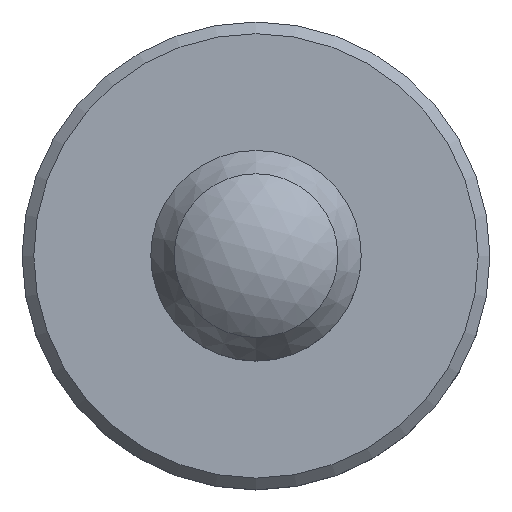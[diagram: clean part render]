
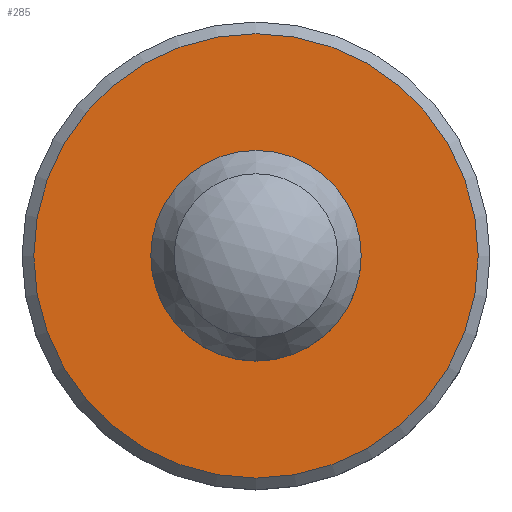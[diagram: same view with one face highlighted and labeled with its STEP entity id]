
A CAD part, top view. The second image highlights one B-rep face of the part: STEP entity #285.
In plain terms, the highlighted planar face has unit normal (0, 0, 1).
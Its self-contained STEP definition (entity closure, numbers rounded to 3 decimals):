
#17=FACE_BOUND('',#101,.T.);
#20=PLANE('',#343);
#79=FACE_OUTER_BOUND('',#100,.T.);
#100=EDGE_LOOP('',(#263));
#101=EDGE_LOOP('',(#264));
#111=CIRCLE('',#314,0.95);
#120=CIRCLE('',#327,0.45);
#135=VERTEX_POINT('',#471);
#144=VERTEX_POINT('',#497);
#162=EDGE_CURVE('',#135,#135,#111,.T.);
#174=EDGE_CURVE('',#144,#144,#120,.T.);
#263=ORIENTED_EDGE('',*,*,#162,.T.);
#264=ORIENTED_EDGE('',*,*,#174,.F.);
#285=ADVANCED_FACE('',(#79,#17),#20,.F.);
#314=AXIS2_PLACEMENT_3D('',#473,#376,#377);
#327=AXIS2_PLACEMENT_3D('',#498,#405,#406);
#343=AXIS2_PLACEMENT_3D('',#528,#445,#446);
#376=DIRECTION('center_axis',(0.,0.,1.));
#377=DIRECTION('ref_axis',(0.643,0.766,0.));
#405=DIRECTION('center_axis',(0.,0.,1.));
#406=DIRECTION('ref_axis',(0.643,0.766,0.));
#445=DIRECTION('center_axis',(0.,0.,-1.));
#446=DIRECTION('ref_axis',(-0.766,0.643,0.));
#471=CARTESIAN_POINT('',(-0.611,-0.728,5.8));
#473=CARTESIAN_POINT('Origin',(0.,0.,5.8));
#497=CARTESIAN_POINT('',(-0.289,-0.345,5.8));
#498=CARTESIAN_POINT('Origin',(0.,0.,5.8));
#528=CARTESIAN_POINT('Origin',(0.45,0.536,5.8));
